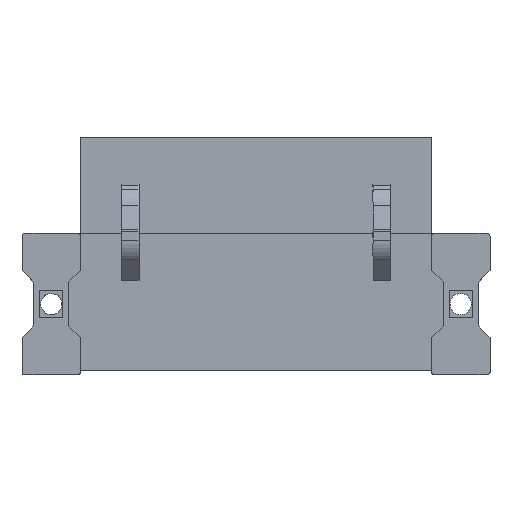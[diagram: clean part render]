
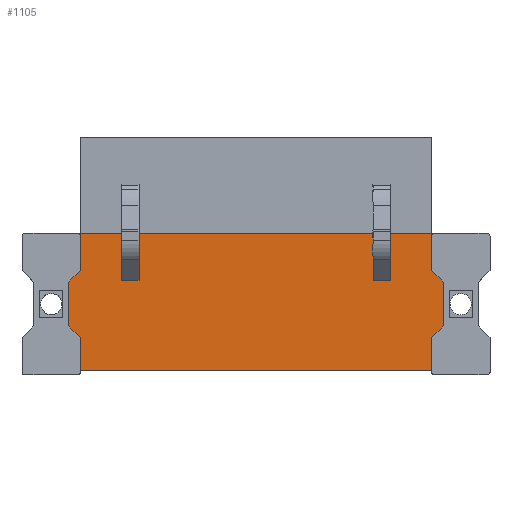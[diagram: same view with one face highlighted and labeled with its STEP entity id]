
A CAD part, top view. The second image highlights one B-rep face of the part: STEP entity #1105.
In plain terms, the highlighted planar face has unit normal (0, 0, 1).
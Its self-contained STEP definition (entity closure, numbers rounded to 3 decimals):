
#937=AXIS2_PLACEMENT_3D('Plane Axis2P3D',#934,#935,#936) ;
#49=CARTESIAN_POINT('Vertex',(35.56,0.4,10.95)) ;
#52=CARTESIAN_POINT('Line Origine',(20.32,0.4,10.95)) ;
#56=CARTESIAN_POINT('Vertex',(5.08,0.4,10.95)) ;
#916=CARTESIAN_POINT('Vertex',(35.56,3.21,10.95)) ;
#919=CARTESIAN_POINT('Line Origine',(35.56,1.805,10.95)) ;
#934=CARTESIAN_POINT('Axis2P3D Location',(5.08,0.4,10.95)) ;
#939=CARTESIAN_POINT('Line Origine',(5.08,12.175,10.95)) ;
#943=CARTESIAN_POINT('Vertex',(5.08,12.05,10.95)) ;
#945=CARTESIAN_POINT('Vertex',(5.08,12.3,10.95)) ;
#948=CARTESIAN_POINT('Line Origine',(5.08,10.57,10.95)) ;
#952=CARTESIAN_POINT('Vertex',(5.08,9.09,10.95)) ;
#955=CARTESIAN_POINT('Line Origine',(4.56,8.57,10.95)) ;
#959=CARTESIAN_POINT('Vertex',(4.04,8.05,10.95)) ;
#962=CARTESIAN_POINT('Line Origine',(4.04,6.15,10.95)) ;
#966=CARTESIAN_POINT('Vertex',(4.04,4.25,10.95)) ;
#969=CARTESIAN_POINT('Line Origine',(4.56,3.73,10.95)) ;
#973=CARTESIAN_POINT('Vertex',(5.08,3.21,10.95)) ;
#976=CARTESIAN_POINT('Line Origine',(5.08,1.805,10.95)) ;
#981=CARTESIAN_POINT('Line Origine',(36.08,3.73,10.95)) ;
#985=CARTESIAN_POINT('Vertex',(36.6,4.25,10.95)) ;
#988=CARTESIAN_POINT('Line Origine',(36.6,6.15,10.95)) ;
#992=CARTESIAN_POINT('Vertex',(36.6,8.05,10.95)) ;
#995=CARTESIAN_POINT('Line Origine',(36.08,8.57,10.95)) ;
#999=CARTESIAN_POINT('Vertex',(35.56,9.09,10.95)) ;
#1002=CARTESIAN_POINT('Line Origine',(35.56,10.57,10.95)) ;
#1006=CARTESIAN_POINT('Vertex',(35.56,12.05,10.95)) ;
#1009=CARTESIAN_POINT('Line Origine',(35.56,12.175,10.95)) ;
#1013=CARTESIAN_POINT('Vertex',(35.56,12.3,10.95)) ;
#1016=CARTESIAN_POINT('Line Origine',(20.32,12.3,10.95)) ;
#1037=CARTESIAN_POINT('Line Origine',(31.23,12.269,10.95)) ;
#1041=CARTESIAN_POINT('Vertex',(31.98,12.269,10.95)) ;
#1043=CARTESIAN_POINT('Vertex',(30.48,12.269,10.95)) ;
#1046=CARTESIAN_POINT('Line Origine',(31.98,10.234,10.95)) ;
#1050=CARTESIAN_POINT('Vertex',(31.98,8.2,10.95)) ;
#1053=CARTESIAN_POINT('Line Origine',(31.23,8.2,10.95)) ;
#1057=CARTESIAN_POINT('Vertex',(30.48,8.2,10.95)) ;
#1060=CARTESIAN_POINT('Line Origine',(30.48,10.234,10.95)) ;
#1071=CARTESIAN_POINT('Line Origine',(10.16,10.234,10.95)) ;
#1075=CARTESIAN_POINT('Vertex',(10.16,12.269,10.95)) ;
#1077=CARTESIAN_POINT('Vertex',(10.16,8.2,10.95)) ;
#1080=CARTESIAN_POINT('Line Origine',(9.41,8.2,10.95)) ;
#1084=CARTESIAN_POINT('Vertex',(8.66,8.2,10.95)) ;
#1087=CARTESIAN_POINT('Line Origine',(8.66,10.234,10.95)) ;
#1091=CARTESIAN_POINT('Vertex',(8.66,12.269,10.95)) ;
#1094=CARTESIAN_POINT('Line Origine',(9.41,12.269,10.95)) ;
#53=DIRECTION('Vector Direction',(1.,0.,0.)) ;
#920=DIRECTION('Vector Direction',(0.,1.,0.)) ;
#935=DIRECTION('Axis2P3D Direction',(0.,0.,1.)) ;
#936=DIRECTION('Axis2P3D XDirection',(1.,0.,0.)) ;
#940=DIRECTION('Vector Direction',(0.,1.,0.)) ;
#949=DIRECTION('Vector Direction',(0.,1.,0.)) ;
#956=DIRECTION('Vector Direction',(-0.707,-0.707,0.)) ;
#963=DIRECTION('Vector Direction',(0.,-1.,0.)) ;
#970=DIRECTION('Vector Direction',(0.707,-0.707,0.)) ;
#977=DIRECTION('Vector Direction',(0.,1.,0.)) ;
#982=DIRECTION('Vector Direction',(-0.707,-0.707,0.)) ;
#989=DIRECTION('Vector Direction',(0.,-1.,0.)) ;
#996=DIRECTION('Vector Direction',(0.707,-0.707,0.)) ;
#1003=DIRECTION('Vector Direction',(0.,1.,0.)) ;
#1010=DIRECTION('Vector Direction',(0.,1.,0.)) ;
#1017=DIRECTION('Vector Direction',(1.,0.,0.)) ;
#1038=DIRECTION('Vector Direction',(1.,0.,0.)) ;
#1047=DIRECTION('Vector Direction',(0.,1.,0.)) ;
#1054=DIRECTION('Vector Direction',(1.,0.,0.)) ;
#1061=DIRECTION('Vector Direction',(0.,1.,0.)) ;
#1072=DIRECTION('Vector Direction',(0.,1.,0.)) ;
#1081=DIRECTION('Vector Direction',(1.,0.,0.)) ;
#1088=DIRECTION('Vector Direction',(0.,1.,0.)) ;
#1095=DIRECTION('Vector Direction',(1.,0.,0.)) ;
#54=VECTOR('Line Direction',#53,1.) ;
#921=VECTOR('Line Direction',#920,1.) ;
#941=VECTOR('Line Direction',#940,1.) ;
#950=VECTOR('Line Direction',#949,1.) ;
#957=VECTOR('Line Direction',#956,1.) ;
#964=VECTOR('Line Direction',#963,1.) ;
#971=VECTOR('Line Direction',#970,1.) ;
#978=VECTOR('Line Direction',#977,1.) ;
#983=VECTOR('Line Direction',#982,1.) ;
#990=VECTOR('Line Direction',#989,1.) ;
#997=VECTOR('Line Direction',#996,1.) ;
#1004=VECTOR('Line Direction',#1003,1.) ;
#1011=VECTOR('Line Direction',#1010,1.) ;
#1018=VECTOR('Line Direction',#1017,1.) ;
#1039=VECTOR('Line Direction',#1038,1.) ;
#1048=VECTOR('Line Direction',#1047,1.) ;
#1055=VECTOR('Line Direction',#1054,1.) ;
#1062=VECTOR('Line Direction',#1061,1.) ;
#1073=VECTOR('Line Direction',#1072,1.) ;
#1082=VECTOR('Line Direction',#1081,1.) ;
#1089=VECTOR('Line Direction',#1088,1.) ;
#1096=VECTOR('Line Direction',#1095,1.) ;
#1022=ORIENTED_EDGE('',*,*,#947,.F.) ;
#1023=ORIENTED_EDGE('',*,*,#954,.F.) ;
#1024=ORIENTED_EDGE('',*,*,#961,.T.) ;
#1025=ORIENTED_EDGE('',*,*,#968,.T.) ;
#1026=ORIENTED_EDGE('',*,*,#975,.T.) ;
#1027=ORIENTED_EDGE('',*,*,#980,.F.) ;
#1028=ORIENTED_EDGE('',*,*,#58,.F.) ;
#1029=ORIENTED_EDGE('',*,*,#923,.T.) ;
#1030=ORIENTED_EDGE('',*,*,#987,.F.) ;
#1031=ORIENTED_EDGE('',*,*,#994,.F.) ;
#1032=ORIENTED_EDGE('',*,*,#1001,.F.) ;
#1033=ORIENTED_EDGE('',*,*,#1008,.T.) ;
#1034=ORIENTED_EDGE('',*,*,#1015,.T.) ;
#1035=ORIENTED_EDGE('',*,*,#1020,.F.) ;
#1066=ORIENTED_EDGE('',*,*,#1045,.F.) ;
#1067=ORIENTED_EDGE('',*,*,#1052,.T.) ;
#1068=ORIENTED_EDGE('',*,*,#1059,.T.) ;
#1069=ORIENTED_EDGE('',*,*,#1064,.F.) ;
#1100=ORIENTED_EDGE('',*,*,#1079,.T.) ;
#1101=ORIENTED_EDGE('',*,*,#1086,.F.) ;
#1102=ORIENTED_EDGE('',*,*,#1093,.F.) ;
#1103=ORIENTED_EDGE('',*,*,#1098,.T.) ;
#1070=FACE_BOUND('',#1065,.T.) ;
#1104=FACE_BOUND('',#1099,.T.) ;
#1105=ADVANCED_FACE('BLL5.08/06/90FI 3.2SN OR 1843790000',(#1036,#1070,#1104),#938,.T.) ;
#58=EDGE_CURVE('',#50,#57,#55,.F.) ;
#923=EDGE_CURVE('',#50,#917,#922,.T.) ;
#947=EDGE_CURVE('',#944,#946,#942,.T.) ;
#954=EDGE_CURVE('',#953,#944,#951,.T.) ;
#961=EDGE_CURVE('',#953,#960,#958,.T.) ;
#968=EDGE_CURVE('',#960,#967,#965,.T.) ;
#975=EDGE_CURVE('',#967,#974,#972,.T.) ;
#980=EDGE_CURVE('',#57,#974,#979,.T.) ;
#987=EDGE_CURVE('',#986,#917,#984,.T.) ;
#994=EDGE_CURVE('',#993,#986,#991,.T.) ;
#1001=EDGE_CURVE('',#1000,#993,#998,.T.) ;
#1008=EDGE_CURVE('',#1000,#1007,#1005,.T.) ;
#1015=EDGE_CURVE('',#1007,#1014,#1012,.T.) ;
#1020=EDGE_CURVE('',#946,#1014,#1019,.T.) ;
#1045=EDGE_CURVE('',#1042,#1044,#1040,.F.) ;
#1052=EDGE_CURVE('',#1042,#1051,#1049,.F.) ;
#1059=EDGE_CURVE('',#1051,#1058,#1056,.F.) ;
#1064=EDGE_CURVE('',#1044,#1058,#1063,.F.) ;
#1079=EDGE_CURVE('',#1076,#1078,#1074,.F.) ;
#1086=EDGE_CURVE('',#1085,#1078,#1083,.T.) ;
#1093=EDGE_CURVE('',#1092,#1085,#1090,.F.) ;
#1098=EDGE_CURVE('',#1092,#1076,#1097,.T.) ;
#1021=EDGE_LOOP('',(#1022,#1023,#1024,#1025,#1026,#1027,#1028,#1029,#1030,#1031,#1032,#1033,#1034,#1035)) ;
#1065=EDGE_LOOP('',(#1066,#1067,#1068,#1069)) ;
#1099=EDGE_LOOP('',(#1100,#1101,#1102,#1103)) ;
#1036=FACE_OUTER_BOUND('',#1021,.T.) ;
#55=LINE('Line',#52,#54) ;
#922=LINE('Line',#919,#921) ;
#942=LINE('Line',#939,#941) ;
#951=LINE('Line',#948,#950) ;
#958=LINE('Line',#955,#957) ;
#965=LINE('Line',#962,#964) ;
#972=LINE('Line',#969,#971) ;
#979=LINE('Line',#976,#978) ;
#984=LINE('Line',#981,#983) ;
#991=LINE('Line',#988,#990) ;
#998=LINE('Line',#995,#997) ;
#1005=LINE('Line',#1002,#1004) ;
#1012=LINE('Line',#1009,#1011) ;
#1019=LINE('Line',#1016,#1018) ;
#1040=LINE('Line',#1037,#1039) ;
#1049=LINE('Line',#1046,#1048) ;
#1056=LINE('Line',#1053,#1055) ;
#1063=LINE('Line',#1060,#1062) ;
#1074=LINE('Line',#1071,#1073) ;
#1083=LINE('Line',#1080,#1082) ;
#1090=LINE('Line',#1087,#1089) ;
#1097=LINE('Line',#1094,#1096) ;
#938=PLANE('',#937) ;
#50=VERTEX_POINT('',#49) ;
#57=VERTEX_POINT('',#56) ;
#917=VERTEX_POINT('',#916) ;
#944=VERTEX_POINT('',#943) ;
#946=VERTEX_POINT('',#945) ;
#953=VERTEX_POINT('',#952) ;
#960=VERTEX_POINT('',#959) ;
#967=VERTEX_POINT('',#966) ;
#974=VERTEX_POINT('',#973) ;
#986=VERTEX_POINT('',#985) ;
#993=VERTEX_POINT('',#992) ;
#1000=VERTEX_POINT('',#999) ;
#1007=VERTEX_POINT('',#1006) ;
#1014=VERTEX_POINT('',#1013) ;
#1042=VERTEX_POINT('',#1041) ;
#1044=VERTEX_POINT('',#1043) ;
#1051=VERTEX_POINT('',#1050) ;
#1058=VERTEX_POINT('',#1057) ;
#1076=VERTEX_POINT('',#1075) ;
#1078=VERTEX_POINT('',#1077) ;
#1085=VERTEX_POINT('',#1084) ;
#1092=VERTEX_POINT('',#1091) ;
